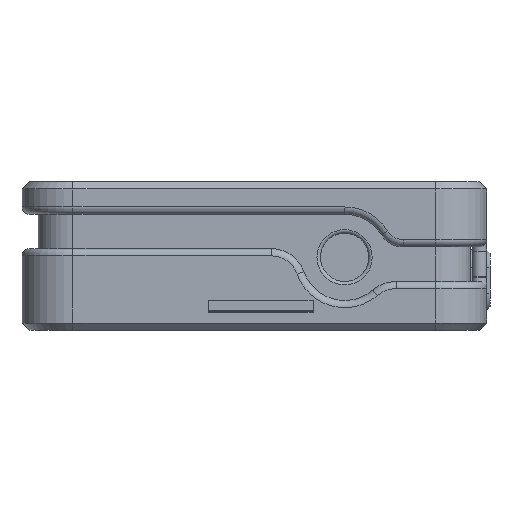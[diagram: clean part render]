
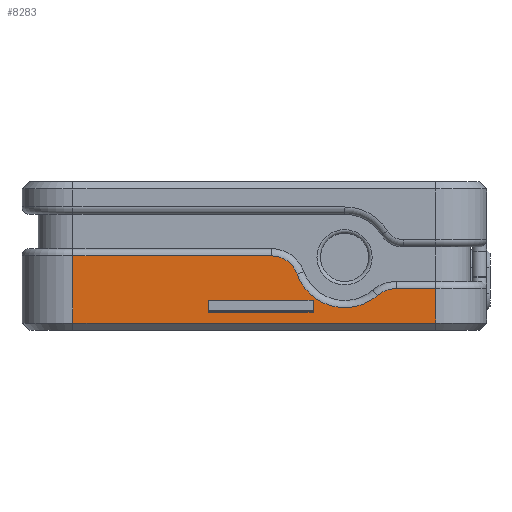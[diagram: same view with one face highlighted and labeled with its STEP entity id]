
A CAD part, left-side view. The second image highlights one B-rep face of the part: STEP entity #8283.
In plain terms, the highlighted planar face has unit normal (-1, 0, 0).
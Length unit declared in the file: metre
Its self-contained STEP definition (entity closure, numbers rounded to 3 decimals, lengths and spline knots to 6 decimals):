
#869=LINE('',#14407,#1618);
#870=LINE('',#14410,#1619);
#871=LINE('',#14418,#1620);
#872=LINE('',#14420,#1621);
#873=LINE('',#14422,#1622);
#874=LINE('',#14423,#1623);
#875=LINE('',#14426,#1624);
#876=LINE('',#14428,#1625);
#877=LINE('',#14430,#1626);
#1618=VECTOR('',#10995,1.);
#1619=VECTOR('',#10996,1.);
#1620=VECTOR('',#11003,1.);
#1621=VECTOR('',#11004,1.);
#1622=VECTOR('',#11005,1.);
#1623=VECTOR('',#11006,1.);
#1624=VECTOR('',#11007,1.);
#1625=VECTOR('',#11008,1.);
#1626=VECTOR('',#11009,1.);
#3534=ORIENTED_EDGE('',*,*,#5096,.F.);
#3535=ORIENTED_EDGE('',*,*,#5097,.T.);
#3536=ORIENTED_EDGE('',*,*,#5098,.T.);
#3537=ORIENTED_EDGE('',*,*,#5099,.T.);
#3538=ORIENTED_EDGE('',*,*,#5100,.T.);
#3539=ORIENTED_EDGE('',*,*,#5101,.T.);
#3540=ORIENTED_EDGE('',*,*,#5102,.T.);
#3541=ORIENTED_EDGE('',*,*,#5103,.T.);
#3542=ORIENTED_EDGE('',*,*,#5104,.T.);
#3543=ORIENTED_EDGE('',*,*,#5105,.T.);
#3544=ORIENTED_EDGE('',*,*,#5106,.F.);
#3545=ORIENTED_EDGE('',*,*,#5107,.F.);
#5096=EDGE_CURVE('',#6002,#6003,#869,.T.);
#5097=EDGE_CURVE('',#6002,#6004,#870,.T.);
#5098=EDGE_CURVE('',#6004,#6005,#6487,.F.);
#5099=EDGE_CURVE('',#6005,#6006,#6488,.T.);
#5100=EDGE_CURVE('',#6006,#6007,#6489,.F.);
#5101=EDGE_CURVE('',#6007,#6008,#871,.T.);
#5102=EDGE_CURVE('',#6008,#6009,#872,.T.);
#5103=EDGE_CURVE('',#6009,#6003,#873,.T.);
#5104=EDGE_CURVE('',#6010,#6011,#874,.T.);
#5105=EDGE_CURVE('',#6011,#6012,#875,.T.);
#5106=EDGE_CURVE('',#6013,#6012,#876,.T.);
#5107=EDGE_CURVE('',#6010,#6013,#877,.T.);
#6002=VERTEX_POINT('',#14408);
#6003=VERTEX_POINT('',#14409);
#6004=VERTEX_POINT('',#14411);
#6005=VERTEX_POINT('',#14413);
#6006=VERTEX_POINT('',#14415);
#6007=VERTEX_POINT('',#14417);
#6008=VERTEX_POINT('',#14419);
#6009=VERTEX_POINT('',#14421);
#6010=VERTEX_POINT('',#14424);
#6011=VERTEX_POINT('',#14425);
#6012=VERTEX_POINT('',#14427);
#6013=VERTEX_POINT('',#14429);
#6487=CIRCLE('',#9034,0.003365);
#6488=CIRCLE('',#9035,0.005835);
#6489=CIRCLE('',#9036,0.003165);
#7012=EDGE_LOOP('',(#3534,#3535,#3536,#3537,#3538,#3539,#3540,#3541));
#7013=EDGE_LOOP('',(#3542,#3543,#3544,#3545));
#7561=FACE_BOUND('',#7012,.T.);
#7562=FACE_BOUND('',#7013,.T.);
#7881=PLANE('',#9033);
#8283=ADVANCED_FACE('',(#7561,#7562),#7881,.F.);
#9033=AXIS2_PLACEMENT_3D('',#14406,#10993,#10994);
#9034=AXIS2_PLACEMENT_3D('',#14412,#10997,#10998);
#9035=AXIS2_PLACEMENT_3D('',#14414,#10999,#11000);
#9036=AXIS2_PLACEMENT_3D('',#14416,#11001,#11002);
#10993=DIRECTION('',(1.,0.,0.));
#10994=DIRECTION('',(0.,0.,-1.));
#10995=DIRECTION('',(0.,0.,-1.));
#10996=DIRECTION('',(0.,1.,0.));
#10997=DIRECTION('',(1.,0.,0.));
#10998=DIRECTION('',(0.,0.,-1.));
#10999=DIRECTION('',(1.,0.,0.));
#11000=DIRECTION('',(0.,0.,-1.));
#11001=DIRECTION('',(1.,0.,0.));
#11002=DIRECTION('',(0.,0.,-1.));
#11003=DIRECTION('',(0.,1.,0.));
#11004=DIRECTION('',(0.,0.,-1.));
#11005=DIRECTION('',(0.,-1.,0.));
#11006=DIRECTION('',(0.,-1.,0.));
#11007=DIRECTION('',(0.,0.,-1.));
#11008=DIRECTION('',(0.,-1.,0.));
#11009=DIRECTION('',(0.,0.,-1.));
#14406=CARTESIAN_POINT('',(-0.035007,0.000014,0.011));
#14407=CARTESIAN_POINT('',(-0.035007,-0.020986,0.011));
#14408=CARTESIAN_POINT('',(-0.035007,-0.020986,-0.001385));
#14409=CARTESIAN_POINT('',(-0.035007,-0.020986,-0.005365));
#14410=CARTESIAN_POINT('',(-0.035007,0.000014,-0.001385));
#14411=CARTESIAN_POINT('',(-0.035007,-0.016416,-0.001385));
#14412=CARTESIAN_POINT('',(-0.035007,-0.016416,-0.00475));
#14413=CARTESIAN_POINT('',(-0.035007,-0.014232,-0.00219));
#14414=CARTESIAN_POINT('',(-0.035007,-0.010446,0.00225));
#14415=CARTESIAN_POINT('',(-0.035007,-0.004945,0.000305));
#14416=CARTESIAN_POINT('',(-0.035007,-0.001961,-0.00075));
#14417=CARTESIAN_POINT('',(-0.035007,-0.001961,0.002415));
#14418=CARTESIAN_POINT('',(-0.035007,0.000014,0.002415));
#14419=CARTESIAN_POINT('',(-0.035007,0.021014,0.002415));
#14420=CARTESIAN_POINT('',(-0.035007,0.021014,0.011));
#14421=CARTESIAN_POINT('',(-0.035007,0.021014,-0.005365));
#14422=CARTESIAN_POINT('',(-0.035007,0.000014,-0.005365));
#14423=CARTESIAN_POINT('',(-0.035007,-0.000741,-0.0027));
#14424=CARTESIAN_POINT('',(-0.035007,0.005309,-0.0027));
#14425=CARTESIAN_POINT('',(-0.035007,-0.006791,-0.0027));
#14426=CARTESIAN_POINT('',(-0.035007,-0.006791,-0.0034));
#14427=CARTESIAN_POINT('',(-0.035007,-0.006791,-0.0041));
#14428=CARTESIAN_POINT('',(-0.035007,-0.000741,-0.0041));
#14429=CARTESIAN_POINT('',(-0.035007,0.005309,-0.0041));
#14430=CARTESIAN_POINT('',(-0.035007,0.005309,-0.0034));
